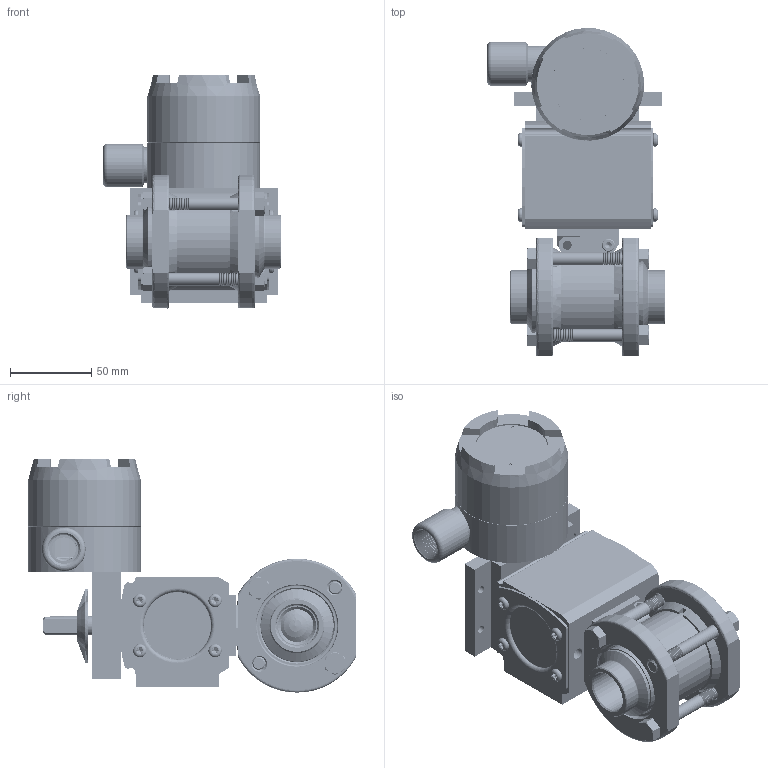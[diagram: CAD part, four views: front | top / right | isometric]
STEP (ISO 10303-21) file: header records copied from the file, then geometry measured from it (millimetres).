
FILE_DESCRIPTION (( 'STEP AP203' ), '1' );
FILE_NAME ('28XXTSWSA512DLS.step', '2018-09-05T13:02:04', ( '' ), ( '' ), 'SwSTEP 2.0', 'SolidWorks 2018', '' );
FILE_SCHEMA (( 'CONFIG_CONTROL_DESIGN' ));
Products named in the file (1): 28XXTSWSA512DLS
Bounding box: 109.49 x 201.99 x 143.57 mm (x, y, z)
Volume: 664383.4 mm3; surface area: 251354.9 mm2
Topology: 42 solids, 42 shells, 3651 faces, 9590 edges, 6005 vertices
Faces by surface type: cylinder 1685, cone 1134, plane 588, torus 135, bspline 107, sphere 2
Entity records: 149216 total; most frequent: CARTESIAN_POINT 62258, ORIENTED_EDGE 18908, DIRECTION 18294, EDGE_CURVE 9454, AXIS2_PLACEMENT_3D 7357, VERTEX_POINT 6001, EDGE_LOOP 3901, CIRCLE 3812
